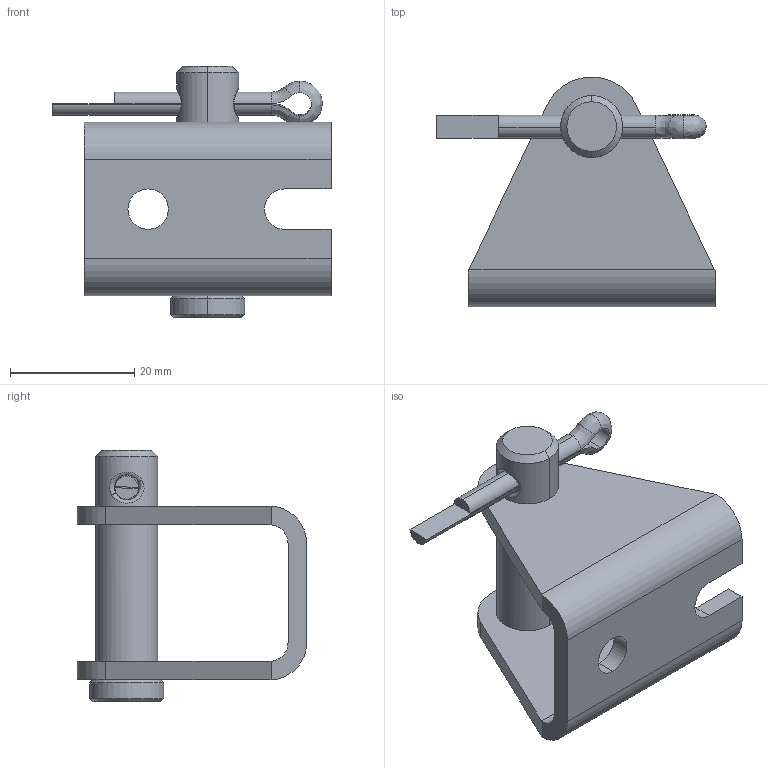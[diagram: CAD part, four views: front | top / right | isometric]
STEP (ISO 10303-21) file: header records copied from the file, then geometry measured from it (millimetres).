
FILE_DESCRIPTION (( 'STEP AP214' ), '1' );
FILE_NAME ('(10mm孔)Mounting bracket (MB22).STEP', '2020-02-21T01:11:40', ( '' ), ( '' ), 'SwSTEP 2.0', 'SolidWorks 2015', '' );
FILE_SCHEMA (( 'AUTOMOTIVE_DESIGN' ));
Length unit declared in the file: millimetre
Products named in the file (4): (10mm孔)Mounting bracket (MB22); 安裝支架軸心; LD3-R形插銷; LD3-安裝支架
Assembly tree (3 placements, depth 2):
  (10mm孔)Mounting bracket (MB22)
    LD3-安裝支架
    LD3-R形插銷
    安裝支架軸心
Bounding box: 44.85 x 36.97 x 40.5 mm (x, y, z)
Volume: 10944.7 mm3; surface area: 8183 mm2
Topology: 3 solids, 3 shells, 64 faces, 153 edges, 96 vertices
Faces by surface type: cylinder 27, plane 22, bspline 9, cone 6
Entity records: 2765 total; most frequent: CARTESIAN_POINT 1042, DIRECTION 319, ORIENTED_EDGE 306, EDGE_CURVE 153, AXIS2_PLACEMENT_3D 125, VERTEX_POINT 96, EDGE_LOOP 73, VECTOR 69
